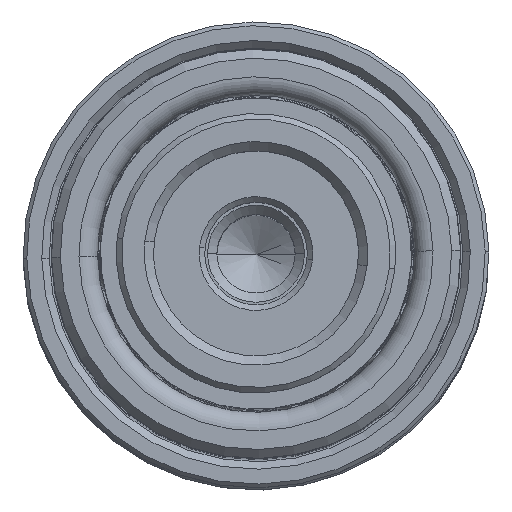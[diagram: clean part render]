
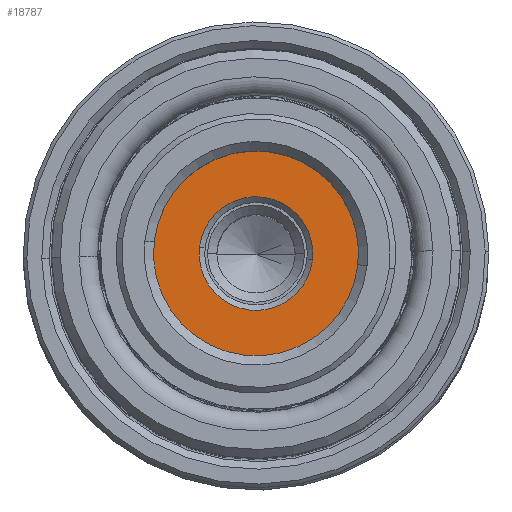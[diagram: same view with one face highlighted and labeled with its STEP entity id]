
A CAD part, top view. The second image highlights one B-rep face of the part: STEP entity #18787.
In plain terms, the highlighted face is planar.
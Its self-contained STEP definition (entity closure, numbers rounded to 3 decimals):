
#652 = DIRECTION ( 'NONE',  ( -1., 0., 0. ) ) ;
#1708 = CARTESIAN_POINT ( 'NONE',  ( 5.5, 0., 6.5 ) ) ;
#2145 = AXIS2_PLACEMENT_3D ( 'NONE', #25979, #9170, #28810 ) ;
#3608 = EDGE_CURVE ( 'NONE', #6665, #19438, #34522, .T. ) ;
#4809 = AXIS2_PLACEMENT_3D ( 'NONE', #15507, #35130, #18348 ) ;
#5263 = AXIS2_PLACEMENT_3D ( 'NONE', #29959, #13143, #32786 ) ;
#6542 = AXIS2_PLACEMENT_3D ( 'NONE', #34294, #17509, #652 ) ;
#6665 = VERTEX_POINT ( 'NONE', #9622 ) ;
#7977 = EDGE_CURVE ( 'NONE', #14357, #35902, #13830, .T. ) ;
#9170 = DIRECTION ( 'NONE',  ( 0., 0., 1. ) ) ;
#9622 = CARTESIAN_POINT ( 'NONE',  ( -3.05, 0., 6.5 ) ) ;
#10652 = FACE_OUTER_BOUND ( 'NONE', #31552, .T. ) ;
#11494 = EDGE_CURVE ( 'NONE', #19438, #6665, #16669, .T. ) ;
#11696 = PLANE ( 'NONE',  #20398 ) ;
#13143 = DIRECTION ( 'NONE',  ( 0., 0., 1. ) ) ;
#13320 = ORIENTED_EDGE ( 'NONE', *, *, #30100, .T. ) ;
#13830 = CIRCLE ( 'NONE', #4809, 5.5 ) ;
#14357 = VERTEX_POINT ( 'NONE', #1708 ) ;
#14503 = DIRECTION ( 'NONE',  ( 0., 0., 1. ) ) ;
#15507 = CARTESIAN_POINT ( 'NONE',  ( 0., 0., 6.5 ) ) ;
#16669 = CIRCLE ( 'NONE', #2145, 3.05 ) ;
#16896 = CARTESIAN_POINT ( 'NONE',  ( 3.05, 0., 6.5 ) ) ;
#17509 = DIRECTION ( 'NONE',  ( 0., 0., -1. ) ) ;
#18348 = DIRECTION ( 'NONE',  ( -1., 0., 0. ) ) ;
#18787 = ADVANCED_FACE ( 'NONE', ( #25576, #10652 ), #11696, .F. ) ;
#19438 = VERTEX_POINT ( 'NONE', #16896 ) ;
#20398 = AXIS2_PLACEMENT_3D ( 'NONE', #31342, #14503, #34148 ) ;
#21462 = EDGE_LOOP ( 'NONE', ( #29529, #31423 ) ) ;
#25576 = FACE_BOUND ( 'NONE', #21462, .T. ) ;
#25915 = ORIENTED_EDGE ( 'NONE', *, *, #7977, .T. ) ;
#25923 = CIRCLE ( 'NONE', #6542, 5.5 ) ;
#25979 = CARTESIAN_POINT ( 'NONE',  ( 0., 0., 6.5 ) ) ;
#28810 = DIRECTION ( 'NONE',  ( 1., 0., 0. ) ) ;
#29529 = ORIENTED_EDGE ( 'NONE', *, *, #3608, .T. ) ;
#29959 = CARTESIAN_POINT ( 'NONE',  ( 0., 0., 6.5 ) ) ;
#30100 = EDGE_CURVE ( 'NONE', #35902, #14357, #25923, .T. ) ;
#30487 = CARTESIAN_POINT ( 'NONE',  ( -5.5, 0., 6.5 ) ) ;
#31342 = CARTESIAN_POINT ( 'NONE',  ( 2.75, 0., 6.5 ) ) ;
#31423 = ORIENTED_EDGE ( 'NONE', *, *, #11494, .T. ) ;
#31552 = EDGE_LOOP ( 'NONE', ( #13320, #25915 ) ) ;
#32786 = DIRECTION ( 'NONE',  ( 1., 0., 0. ) ) ;
#34148 = DIRECTION ( 'NONE',  ( 1., 0., 0. ) ) ;
#34294 = CARTESIAN_POINT ( 'NONE',  ( 0., 0., 6.5 ) ) ;
#34522 = CIRCLE ( 'NONE', #5263, 3.05 ) ;
#35130 = DIRECTION ( 'NONE',  ( 0., 0., -1. ) ) ;
#35902 = VERTEX_POINT ( 'NONE', #30487 ) ;
